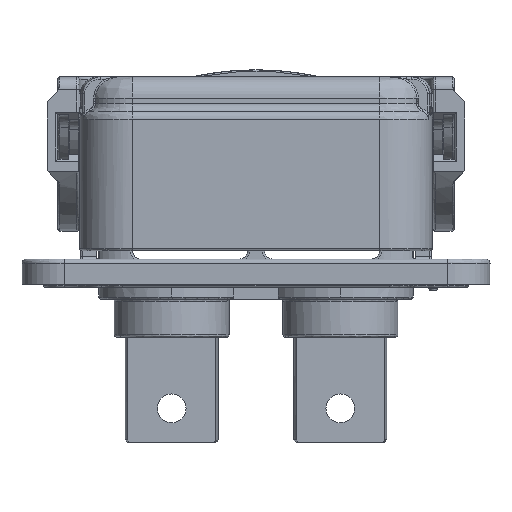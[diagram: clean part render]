
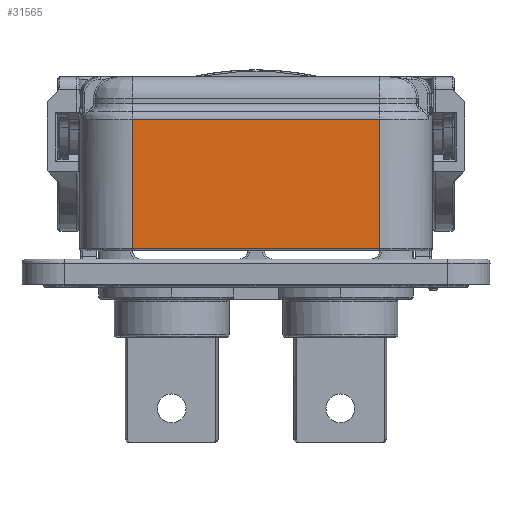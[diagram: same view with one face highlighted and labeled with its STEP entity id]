
A CAD part, front view. The second image highlights one B-rep face of the part: STEP entity #31565.
In plain terms, the highlighted planar face has unit normal (0, -1, 0).
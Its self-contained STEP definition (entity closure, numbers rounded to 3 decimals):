
#11818 = AXIS2_PLACEMENT_3D ( 'NONE', #26261, #26262, #26263 ) ;
#22391 = EDGE_LOOP ( 'NONE', ( #53551, #53550, #53555, #53556 ) ) ;
#23714 = VERTEX_POINT ( 'NONE', #24989 ) ;
#24989 = CARTESIAN_POINT ( 'NONE',  ( 9.187, -7.356, 76.069 ) ) ;
#26253 = PLANE ( 'NONE',  #11818 ) ;
#26261 = CARTESIAN_POINT ( 'NONE',  ( -50.585, -7.356, 44.755 ) ) ;
#26262 = DIRECTION ( 'NONE',  ( 0., -1., 0. ) ) ;
#26263 = DIRECTION ( 'NONE',  ( 1., 0., 0. ) ) ;
#27582 = FACE_OUTER_BOUND ( 'NONE', #22391, .T. ) ;
#31565 = ADVANCED_FACE ( 'NONE', ( #27582 ), #26253, .T. ) ;
#53550 = ORIENTED_EDGE ( 'NONE', *, *, #89992, .T. ) ;
#53551 = ORIENTED_EDGE ( 'NONE', *, *, #89991, .T. ) ;
#53555 = ORIENTED_EDGE ( 'NONE', *, *, #89988, .T. ) ;
#53556 = ORIENTED_EDGE ( 'NONE', *, *, #89979, .T. ) ;
#56167 = CARTESIAN_POINT ( 'NONE',  ( -49.413, -7.356, 45.369 ) ) ;
#59697 = LINE ( 'NONE', #66305, #59699 ) ;
#59698 = LINE ( 'NONE', #66363, #59705 ) ;
#59699 = VECTOR ( 'NONE', #66306, 1000. ) ;
#59705 = VECTOR ( 'NONE', #66364, 1000. ) ;
#59707 = LINE ( 'NONE', #66370, #59710 ) ;
#59709 = LINE ( 'NONE', #66372, #59712 ) ;
#59710 = VECTOR ( 'NONE', #66371, 1000. ) ;
#59712 = VECTOR ( 'NONE', #66373, 1000. ) ;
#60069 = VERTEX_POINT ( 'NONE', #56167 ) ;
#66305 = CARTESIAN_POINT ( 'NONE',  ( 9.187, -7.356, 63.719 ) ) ;
#66306 = DIRECTION ( 'NONE',  ( 0., 0., 1. ) ) ;
#66363 = CARTESIAN_POINT ( 'NONE',  ( -20.113, -7.356, 45.369 ) ) ;
#66364 = DIRECTION ( 'NONE',  ( 1., 0., 0. ) ) ;
#66370 = CARTESIAN_POINT ( 'NONE',  ( -20.113, -7.356, 76.069 ) ) ;
#66371 = DIRECTION ( 'NONE',  ( -1., 0., 0. ) ) ;
#66372 = CARTESIAN_POINT ( 'NONE',  ( -49.413, -7.356, 60.719 ) ) ;
#66373 = DIRECTION ( 'NONE',  ( 0., 0., -1. ) ) ;
#75936 = CARTESIAN_POINT ( 'NONE',  ( 9.187, -7.356, 45.369 ) ) ;
#76010 = CARTESIAN_POINT ( 'NONE',  ( -49.413, -7.356, 76.069 ) ) ;
#89979 = EDGE_CURVE ( 'NONE', #95519, #23714, #59697, .T. ) ;
#89988 = EDGE_CURVE ( 'NONE', #60069, #95519, #59698, .T. ) ;
#89991 = EDGE_CURVE ( 'NONE', #23714, #95568, #59707, .T. ) ;
#89992 = EDGE_CURVE ( 'NONE', #95568, #60069, #59709, .T. ) ;
#95519 = VERTEX_POINT ( 'NONE', #75936 ) ;
#95568 = VERTEX_POINT ( 'NONE', #76010 ) ;
